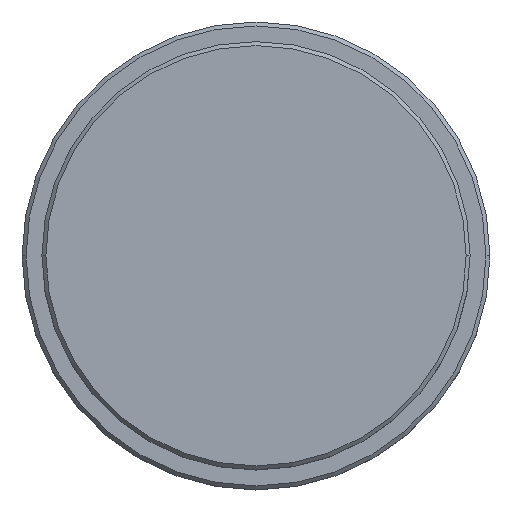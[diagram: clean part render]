
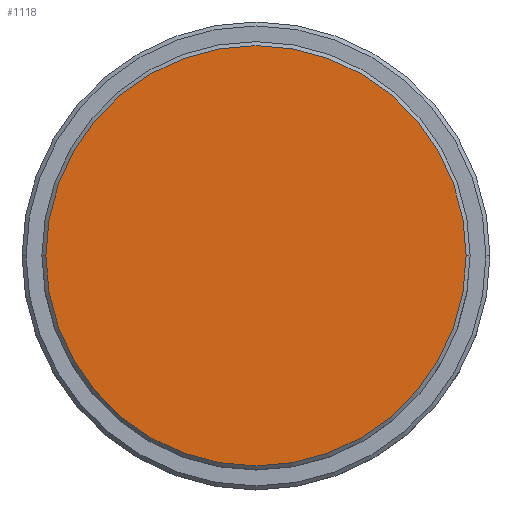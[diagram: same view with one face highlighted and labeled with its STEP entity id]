
A CAD part, top view. The second image highlights one B-rep face of the part: STEP entity #1118.
In plain terms, the highlighted planar face has unit normal (0, 0, 1).
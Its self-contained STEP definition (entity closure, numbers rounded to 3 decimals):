
#105 = PLANE ( 'NONE',  #1366 ) ;
#179 = DIRECTION ( 'NONE',  ( 1., 0., 0. ) ) ;
#194 = DIRECTION ( 'NONE',  ( 0., 0., 1. ) ) ;
#277 = DIRECTION ( 'NONE',  ( 0., 0., 1. ) ) ;
#378 = CARTESIAN_POINT ( 'NONE',  ( 0., 0., 0. ) ) ;
#426 = AXIS2_PLACEMENT_3D ( 'NONE', #730, #763, #1173 ) ;
#480 = AXIS2_PLACEMENT_3D ( 'NONE', #378, #277, #179 ) ;
#508 = DIRECTION ( 'NONE',  ( 1., 0., 0. ) ) ;
#632 = CARTESIAN_POINT ( 'NONE',  ( 0., 0., 0. ) ) ;
#636 = EDGE_CURVE ( 'NONE', #1131, #1177, #1003, .T. ) ;
#645 = CARTESIAN_POINT ( 'NONE',  ( -26.5, 0., 0. ) ) ;
#666 = ORIENTED_EDGE ( 'NONE', *, *, #1245, .T. ) ;
#730 = CARTESIAN_POINT ( 'NONE',  ( 0., 0., 0. ) ) ;
#750 = CIRCLE ( 'NONE', #426, 26.5 ) ;
#763 = DIRECTION ( 'NONE',  ( 0., 0., 1. ) ) ;
#931 = FACE_OUTER_BOUND ( 'NONE', #1198, .T. ) ;
#1003 = CIRCLE ( 'NONE', #480, 26.5 ) ;
#1083 = CARTESIAN_POINT ( 'NONE',  ( 26.5, 0., 0. ) ) ;
#1118 = ADVANCED_FACE ( 'NONE', ( #931 ), #105, .T. ) ;
#1131 = VERTEX_POINT ( 'NONE', #1083 ) ;
#1173 = DIRECTION ( 'NONE',  ( 1., 0., 0. ) ) ;
#1177 = VERTEX_POINT ( 'NONE', #645 ) ;
#1198 = EDGE_LOOP ( 'NONE', ( #666, #1283 ) ) ;
#1245 = EDGE_CURVE ( 'NONE', #1177, #1131, #750, .T. ) ;
#1283 = ORIENTED_EDGE ( 'NONE', *, *, #636, .T. ) ;
#1366 = AXIS2_PLACEMENT_3D ( 'NONE', #632, #194, #508 ) ;
